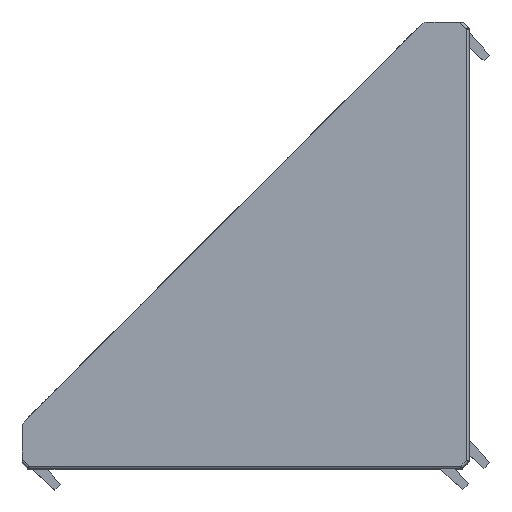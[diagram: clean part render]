
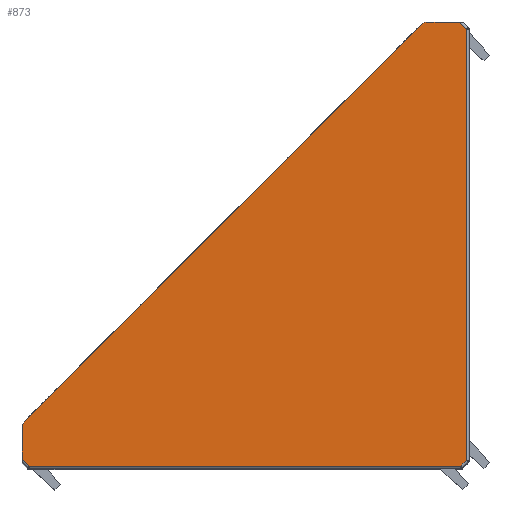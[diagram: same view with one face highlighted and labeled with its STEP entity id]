
A CAD part, top view. The second image highlights one B-rep face of the part: STEP entity #873.
In plain terms, the highlighted planar face has unit normal (0.012, -0.012, 1).
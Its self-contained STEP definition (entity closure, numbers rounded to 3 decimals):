
#873=ADVANCED_FACE('Fl_che2',(#2379),#2380,.T.);
#2379=FACE_OUTER_BOUND('',#5042,.T.);
#2380=PLANE('',#5043);
#5042=EDGE_LOOP('',(#12529,#12530,#12531,#12532,#12533,#12534,#12535,#12536,#12537,#12538));
#5043=AXIS2_PLACEMENT_3D('',#12539,#12540,#12541);
#12529=ORIENTED_EDGE('',*,*,#17815,.T.);
#12530=ORIENTED_EDGE('',*,*,#17816,.T.);
#12531=ORIENTED_EDGE('',*,*,#17817,.T.);
#12532=ORIENTED_EDGE('',*,*,#17818,.T.);
#12533=ORIENTED_EDGE('',*,*,#17819,.T.);
#12534=ORIENTED_EDGE('',*,*,#17810,.T.);
#12535=ORIENTED_EDGE('',*,*,#17788,.T.);
#12536=ORIENTED_EDGE('',*,*,#17754,.T.);
#12537=ORIENTED_EDGE('',*,*,#17793,.T.);
#12538=ORIENTED_EDGE('',*,*,#17797,.T.);
#12539=CARTESIAN_POINT('',(-9.338,85.414,44.0));
#12540=DIRECTION('',(0.012,-0.012,1.));
#12541=DIRECTION('',(-0.707,-0.707,0.));
#17754=EDGE_CURVE('NONE',#20646,#20644,#20647,.T.);
#17788=EDGE_CURVE('NONE',#20702,#20646,#20703,.T.);
#17793=EDGE_CURVE('NONE',#20644,#20708,#20710,.T.);
#17797=EDGE_CURVE('NONE',#20708,#20715,#20717,.T.);
#17810=EDGE_CURVE('NONE',#20737,#20702,#20738,.T.);
#17815=EDGE_CURVE('NONE',#20715,#20744,#20745,.T.);
#17816=EDGE_CURVE('NONE',#20744,#20746,#20747,.T.);
#17817=EDGE_CURVE('NONE',#20746,#20748,#20749,.T.);
#17818=EDGE_CURVE('NONE',#20748,#19860,#20750,.T.);
#17819=EDGE_CURVE('NONE',#19860,#20737,#20751,.T.);
#19860=VERTEX_POINT('NONE',#23853);
#20644=VERTEX_POINT('NONE',#26196);
#20646=VERTEX_POINT('NONE',#26199);
#20647=LINE('',#26200,#26201);
#20702=VERTEX_POINT('NONE',#26309);
#20703=(B_SPLINE_CURVE(3,(#26311,#26312,#26313,#26314),.UNSPECIFIED.,.F.,.F.)B_SPLINE_CURVE_WITH_KNOTS((4,4),(2.356,3.142),.UNSPECIFIED.)RATIONAL_B_SPLINE_CURVE((1.0,0.949,0.949,1.0))BOUNDED_CURVE()REPRESENTATION_ITEM('')GEOMETRIC_REPRESENTATION_ITEM()CURVE());
#20708=VERTEX_POINT('NONE',#26336);
#20710=(B_SPLINE_CURVE(3,(#26340,#26341,#26342,#26343),.UNSPECIFIED.,.F.,.F.)B_SPLINE_CURVE_WITH_KNOTS((4,4),(3.142,3.927),.UNSPECIFIED.)RATIONAL_B_SPLINE_CURVE((1.0,0.949,0.949,1.0))BOUNDED_CURVE()REPRESENTATION_ITEM('')GEOMETRIC_REPRESENTATION_ITEM()CURVE());
#20715=VERTEX_POINT('NONE',#26355);
#20717=LINE('',#26367,#26368);
#20737=VERTEX_POINT('NONE',#26406);
#20738=LINE('',#26407,#26408);
#20744=VERTEX_POINT('NONE',#26435);
#20745=LINE('',#26436,#26437);
#20746=VERTEX_POINT('NONE',#26438);
#20747=LINE('',#26439,#26440);
#20748=VERTEX_POINT('NONE',#26441);
#20749=LINE('',#26442,#26443);
#20750=LINE('',#26444,#26445);
#20751=LINE('',#26446,#26447);
#23853=CARTESIAN_POINT('',(-0.494,84.64,43.881));
#26196=CARTESIAN_POINT('',(-85.414,9.338,44.0));
#26199=CARTESIAN_POINT('',(-9.338,85.414,44.0));
#26200=CARTESIAN_POINT('',(-9.338,85.414,44.0));
#26201=VECTOR('',#31362,1000.0);
#26309=CARTESIAN_POINT('',(-7.924,86.0,43.99));
#26311=CARTESIAN_POINT('',(-7.924,86.0,43.99));
#26312=CARTESIAN_POINT('',(-8.461,86.0,43.996));
#26313=CARTESIAN_POINT('',(-8.958,85.794,44.0));
#26314=CARTESIAN_POINT('',(-9.338,85.414,44.0));
#26336=CARTESIAN_POINT('',(-86.0,7.924,43.99));
#26340=CARTESIAN_POINT('',(-85.414,9.338,44.0));
#26341=CARTESIAN_POINT('',(-85.794,8.958,44.0));
#26342=CARTESIAN_POINT('',(-86.0,8.461,43.996));
#26343=CARTESIAN_POINT('',(-86.0,7.924,43.99));
#26355=CARTESIAN_POINT('',(-86.0,1.854,43.915));
#26367=CARTESIAN_POINT('',(-86.0,7.924,43.99));
#26368=VECTOR('',#31409,1000.0);
#26406=CARTESIAN_POINT('',(-1.854,86.0,43.915));
#26407=CARTESIAN_POINT('',(-1.148,86.0,43.906));
#26408=VECTOR('',#31418,1000.0);
#26435=CARTESIAN_POINT('',(-84.64,0.494,43.881));
#26436=CARTESIAN_POINT('',(-84.499,0.354,43.878));
#26437=VECTOR('',#31420,1000.0);
#26438=CARTESIAN_POINT('',(-1.615,0.494,42.857));
#26439=CARTESIAN_POINT('',(-1.414,0.494,42.854));
#26440=VECTOR('',#31421,1000.0);
#26441=CARTESIAN_POINT('',(-0.494,1.615,42.857));
#26442=CARTESIAN_POINT('',(-0.347,1.762,42.857));
#26443=VECTOR('',#31422,1000.0);
#26444=CARTESIAN_POINT('',(-0.494,84.146,43.875));
#26445=VECTOR('',#31423,1000.0);
#26446=CARTESIAN_POINT('',(-1.501,85.646,43.906));
#26447=VECTOR('',#31424,1000.0);
#31362=DIRECTION('',(-0.707,-0.707,0.0));
#31409=DIRECTION('',(0.0,-1.,-0.012));
#31418=DIRECTION('',(-1.,0.0,0.012));
#31420=DIRECTION('',(0.707,-0.707,-0.017));
#31421=DIRECTION('',(1.,0.,-0.012));
#31422=DIRECTION('',(0.707,0.707,0.0));
#31423=DIRECTION('',(0.,1.,0.012));
#31424=DIRECTION('',(-0.707,0.707,0.017));
